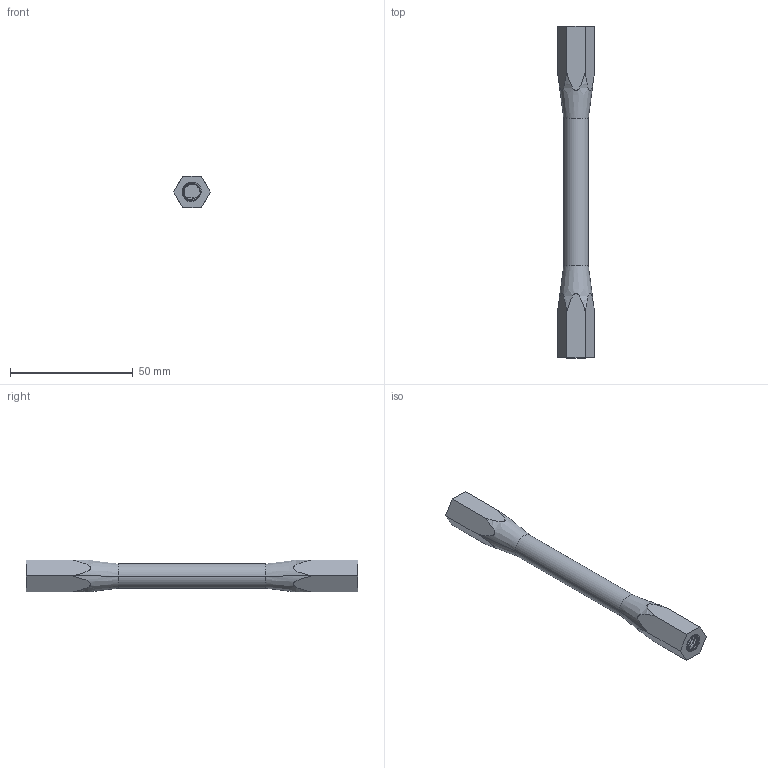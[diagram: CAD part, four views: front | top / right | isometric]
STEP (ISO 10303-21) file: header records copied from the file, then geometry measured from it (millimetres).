
FILE_DESCRIPTION (( 'STEP AP214' ), '1' );
FILE_NAME ('Tige selecteur 135.STEP', '2023-01-30T13:58:44', ( '' ), ( '' ), 'SwSTEP 2.0', 'SolidWorks 2023', '' );
FILE_SCHEMA (( 'AUTOMOTIVE_DESIGN' ));
Length unit declared in the file: millimetre
Products named in the file (1): Tige selecteur 135
Bounding box: 15.01 x 135 x 13 mm (x, y, z)
Volume: 12559.8 mm3; surface area: 7235.2 mm2
Topology: 1 solids, 1 shells, 114 faces, 319 edges, 209 vertices
Faces by surface type: cylinder 86, plane 17, bspline 7, cone 4
Entity records: 12413 total; most frequent: CARTESIAN_POINT 9993, ORIENTED_EDGE 638, DIRECTION 350, EDGE_CURVE 319, VERTEX_POINT 209, AXIS2_PLACEMENT_3D 117, VECTOR 116, LINE 116
